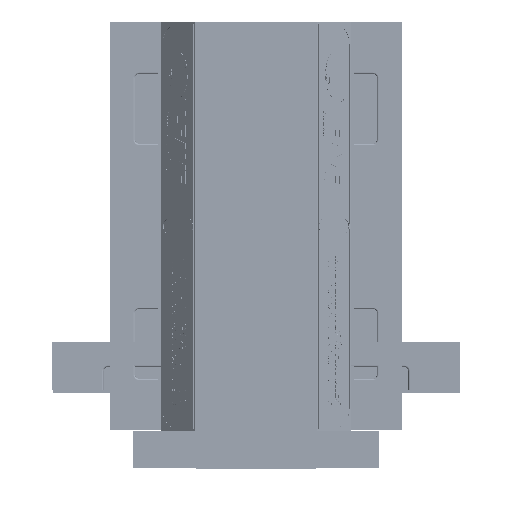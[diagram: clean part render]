
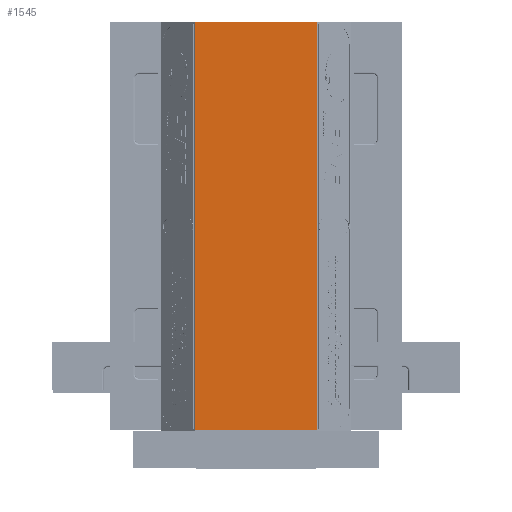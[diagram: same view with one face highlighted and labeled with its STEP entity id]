
A CAD part, left-side view. The second image highlights one B-rep face of the part: STEP entity #1545.
In plain terms, the highlighted face is planar.
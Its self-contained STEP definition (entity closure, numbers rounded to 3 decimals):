
#1545 = ADVANCED_FACE( '', ( #3410 ), #3411, .T. );
#3410 = FACE_OUTER_BOUND( '', #6724, .T. );
#3411 = PLANE( '', #6725 );
#6724 = EDGE_LOOP( '', ( #11931, #11932, #11933, #11934 ) );
#6725 = AXIS2_PLACEMENT_3D( '', #11935, #11936, #11937 );
#11931 = ORIENTED_EDGE( '', *, *, #24680, .T. );
#11932 = ORIENTED_EDGE( '', *, *, #24746, .T. );
#11933 = ORIENTED_EDGE( '', *, *, #24755, .T. );
#11934 = ORIENTED_EDGE( '', *, *, #24857, .T. );
#11935 = CARTESIAN_POINT( '', ( -105.75, -75., 59. ) );
#11936 = DIRECTION( '', ( 0., 0., 1. ) );
#11937 = DIRECTION( '', ( 1., 0., 0. ) );
#24680 = EDGE_CURVE( '', #29091, #29089, #29092, .T. );
#24746 = EDGE_CURVE( '', #29089, #29207, #29209, .T. );
#24755 = EDGE_CURVE( '', #29207, #29222, #29224, .T. );
#24857 = EDGE_CURVE( '', #29222, #29091, #29373, .T. );
#29089 = VERTEX_POINT( '', #36244 );
#29091 = VERTEX_POINT( '', #36247 );
#29092 = LINE( '', #36248, #36249 );
#29207 = VERTEX_POINT( '', #36403 );
#29209 = LINE( '', #36406, #36407 );
#29222 = VERTEX_POINT( '', #36424 );
#29224 = LINE( '', #36427, #36428 );
#29373 = LINE( '', #36628, #36629 );
#36244 = CARTESIAN_POINT( '', ( -105.75, -75., 59. ) );
#36247 = CARTESIAN_POINT( '', ( -105.75, 75., 59. ) );
#36248 = CARTESIAN_POINT( '', ( -105.75, 75., 59. ) );
#36249 = VECTOR( '', #49328, 1000. );
#36403 = CARTESIAN_POINT( '', ( 393.25, -75., 59. ) );
#36406 = CARTESIAN_POINT( '', ( -105.75, -75., 59. ) );
#36407 = VECTOR( '', #49444, 1000. );
#36424 = CARTESIAN_POINT( '', ( 393.25, 75., 59. ) );
#36427 = CARTESIAN_POINT( '', ( 393.25, -75., 59. ) );
#36428 = VECTOR( '', #49459, 1000. );
#36628 = CARTESIAN_POINT( '', ( 393.25, 75., 59. ) );
#36629 = VECTOR( '', #49661, 1000. );
#49328 = DIRECTION( '', ( 0., -1., 0. ) );
#49444 = DIRECTION( '', ( 1., 0., 0. ) );
#49459 = DIRECTION( '', ( 0., 1., 0. ) );
#49661 = DIRECTION( '', ( -1., 0., 0. ) );
